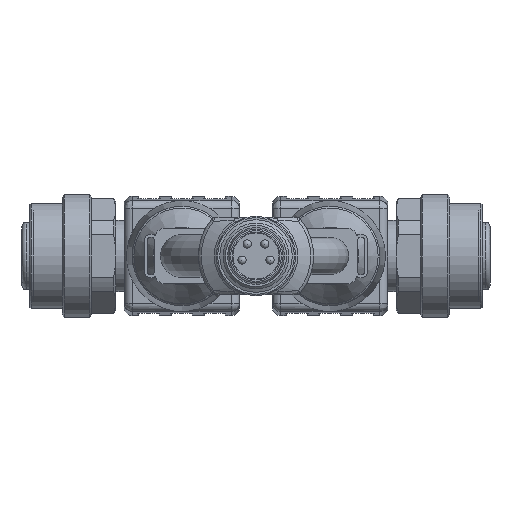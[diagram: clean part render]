
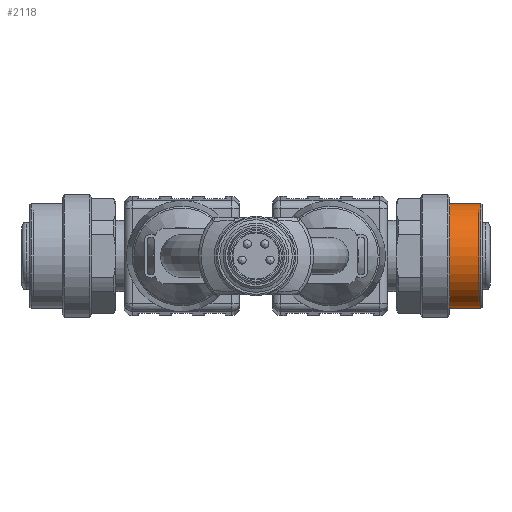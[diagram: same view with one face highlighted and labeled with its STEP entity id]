
A CAD part, left-side view. The second image highlights one B-rep face of the part: STEP entity #2118.
In plain terms, the highlighted cylindrical face has radius 6.4 mm (diameter 12.8 mm), a full revolution.
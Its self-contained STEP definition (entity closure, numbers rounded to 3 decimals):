
#1450=CYLINDRICAL_SURFACE('',#17615,6.4);
#2118=ADVANCED_FACE('',(#5812,#5813),#1450,.T.);
#5812=FACE_BOUND('',#6578,.T.);
#5813=FACE_BOUND('',#6579,.T.);
#6578=EDGE_LOOP('',(#9718));
#6579=EDGE_LOOP('',(#9719));
#9718=ORIENTED_EDGE('',*,*,#14624,.T.);
#9719=ORIENTED_EDGE('',*,*,#14625,.T.);
#12630=VERTEX_POINT('',#29454);
#12631=VERTEX_POINT('',#29456);
#14624=EDGE_CURVE('',#12630,#12630,#16238,.T.);
#14625=EDGE_CURVE('',#12631,#12631,#16239,.T.);
#16238=CIRCLE('',#17613,6.4);
#16239=CIRCLE('',#17614,6.4);
#17613=AXIS2_PLACEMENT_3D('',#29453,#21056,#21057);
#17614=AXIS2_PLACEMENT_3D('',#29455,#21058,#21059);
#17615=AXIS2_PLACEMENT_3D('',#29457,#21060,#21061);
#21056=DIRECTION('',(0.,1.,0.));
#21057=DIRECTION('',(-0.866,0.,0.5));
#21058=DIRECTION('',(0.,-1.,0.));
#21059=DIRECTION('',(0.5,0.,0.866));
#21060=DIRECTION('',(0.,-1.,0.));
#21061=DIRECTION('',(0.5,0.,0.866));
#29453=CARTESIAN_POINT('',(104.3,-27.3,0.));
#29454=CARTESIAN_POINT('',(98.757,-27.3,3.2));
#29455=CARTESIAN_POINT('',(104.3,-23.5,0.));
#29456=CARTESIAN_POINT('',(107.5,-23.5,5.543));
#29457=CARTESIAN_POINT('',(104.3,-27.5,0.));
